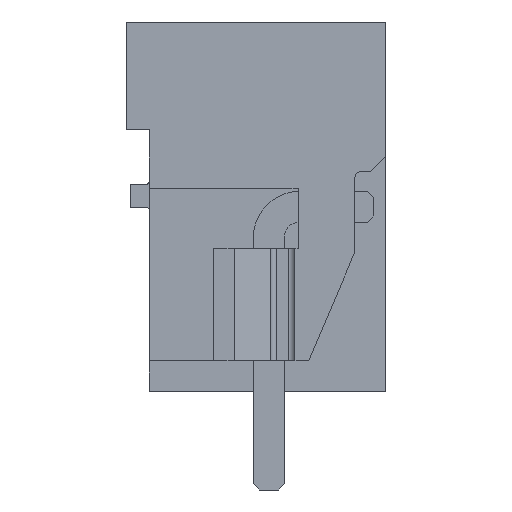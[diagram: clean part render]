
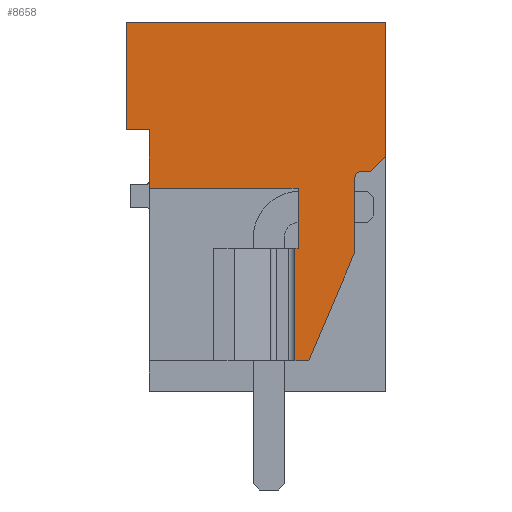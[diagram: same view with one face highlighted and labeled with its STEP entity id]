
A CAD part, left-side view. The second image highlights one B-rep face of the part: STEP entity #8658.
In plain terms, the highlighted planar face has unit normal (-1, 0, 0).
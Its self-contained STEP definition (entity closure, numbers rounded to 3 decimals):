
#8571=AXIS2_PLACEMENT_3D('Plane Axis2P3D',#8568,#8569,#8570) ;
#8624=AXIS2_PLACEMENT_3D('Circle Axis2P3D',#8622,#8623,$) ;
#63=CARTESIAN_POINT('Vertex',(0.,0.,15.2)) ;
#66=CARTESIAN_POINT('Line Origine',(0.,0.,13.023)) ;
#70=CARTESIAN_POINT('Vertex',(0.,0.,10.846)) ;
#147=CARTESIAN_POINT('Vertex',(0.,8.43,15.2)) ;
#150=CARTESIAN_POINT('Line Origine',(0.,4.215,15.2)) ;
#1535=CARTESIAN_POINT('Vertex',(0.,8.43,11.7)) ;
#1538=CARTESIAN_POINT('Line Origine',(0.,8.43,13.45)) ;
#2146=CARTESIAN_POINT('Vertex',(0.,7.68,9.8)) ;
#2149=CARTESIAN_POINT('Line Origine',(0.,7.68,10.75)) ;
#2153=CARTESIAN_POINT('Vertex',(0.,7.68,11.7)) ;
#8516=CARTESIAN_POINT('Line Origine',(0.,8.055,11.7)) ;
#8568=CARTESIAN_POINT('Axis2P3D Location',(0.,0.,0.)) ;
#8573=CARTESIAN_POINT('Line Origine',(0.,5.265,9.8)) ;
#8577=CARTESIAN_POINT('Vertex',(0.,2.85,9.8)) ;
#8580=CARTESIAN_POINT('Line Origine',(0.,2.85,8.825)) ;
#8584=CARTESIAN_POINT('Vertex',(0.,2.85,7.85)) ;
#8587=CARTESIAN_POINT('Line Origine',(0.,2.9,7.85)) ;
#8591=CARTESIAN_POINT('Vertex',(0.,2.95,7.85)) ;
#8594=CARTESIAN_POINT('Line Origine',(0.,2.95,6.025)) ;
#8598=CARTESIAN_POINT('Vertex',(0.,2.95,4.2)) ;
#8601=CARTESIAN_POINT('Line Origine',(0.,2.725,4.2)) ;
#8605=CARTESIAN_POINT('Vertex',(0.,2.5,4.2)) ;
#8608=CARTESIAN_POINT('Line Origine',(0.,1.75,5.968)) ;
#8612=CARTESIAN_POINT('Vertex',(0.,1.,7.736)) ;
#8615=CARTESIAN_POINT('Line Origine',(0.,1.,8.941)) ;
#8619=CARTESIAN_POINT('Vertex',(0.,1.,10.146)) ;
#8622=CARTESIAN_POINT('Axis2P3D Location',(0.,0.8,10.146)) ;
#8626=CARTESIAN_POINT('Vertex',(0.,0.8,10.346)) ;
#8629=CARTESIAN_POINT('Line Origine',(0.,0.65,10.346)) ;
#8633=CARTESIAN_POINT('Vertex',(0.,0.5,10.346)) ;
#8636=CARTESIAN_POINT('Line Origine',(0.,0.25,10.596)) ;
#67=DIRECTION('Vector Direction',(0.,0.,-1.)) ;
#151=DIRECTION('Vector Direction',(0.,-1.,0.)) ;
#1539=DIRECTION('Vector Direction',(0.,0.,-1.)) ;
#2150=DIRECTION('Vector Direction',(0.,0.,-1.)) ;
#8517=DIRECTION('Vector Direction',(0.,-1.,0.)) ;
#8569=DIRECTION('Axis2P3D Direction',(-1.,0.,0.)) ;
#8570=DIRECTION('Axis2P3D XDirection',(0.,0.,1.)) ;
#8574=DIRECTION('Vector Direction',(0.,1.,0.)) ;
#8581=DIRECTION('Vector Direction',(0.,0.,-1.)) ;
#8588=DIRECTION('Vector Direction',(0.,-1.,0.)) ;
#8595=DIRECTION('Vector Direction',(0.,0.,1.)) ;
#8602=DIRECTION('Vector Direction',(0.,-1.,0.)) ;
#8609=DIRECTION('Vector Direction',(0.,-0.391,0.921)) ;
#8616=DIRECTION('Vector Direction',(0.,0.,1.)) ;
#8623=DIRECTION('Axis2P3D Direction',(-1.,0.,0.)) ;
#8630=DIRECTION('Vector Direction',(0.,-1.,0.)) ;
#8637=DIRECTION('Vector Direction',(0.,-0.707,0.707)) ;
#68=VECTOR('Line Direction',#67,1.) ;
#152=VECTOR('Line Direction',#151,1.) ;
#1540=VECTOR('Line Direction',#1539,1.) ;
#2151=VECTOR('Line Direction',#2150,1.) ;
#8518=VECTOR('Line Direction',#8517,1.) ;
#8575=VECTOR('Line Direction',#8574,1.) ;
#8582=VECTOR('Line Direction',#8581,1.) ;
#8589=VECTOR('Line Direction',#8588,1.) ;
#8596=VECTOR('Line Direction',#8595,1.) ;
#8603=VECTOR('Line Direction',#8602,1.) ;
#8610=VECTOR('Line Direction',#8609,1.) ;
#8617=VECTOR('Line Direction',#8616,1.) ;
#8631=VECTOR('Line Direction',#8630,1.) ;
#8638=VECTOR('Line Direction',#8637,1.) ;
#8642=ORIENTED_EDGE('',*,*,#72,.T.) ;
#8643=ORIENTED_EDGE('',*,*,#154,.T.) ;
#8644=ORIENTED_EDGE('',*,*,#1542,.T.) ;
#8645=ORIENTED_EDGE('',*,*,#8520,.T.) ;
#8646=ORIENTED_EDGE('',*,*,#2155,.T.) ;
#8647=ORIENTED_EDGE('',*,*,#8579,.F.) ;
#8648=ORIENTED_EDGE('',*,*,#8586,.F.) ;
#8649=ORIENTED_EDGE('',*,*,#8593,.F.) ;
#8650=ORIENTED_EDGE('',*,*,#8600,.F.) ;
#8651=ORIENTED_EDGE('',*,*,#8607,.F.) ;
#8652=ORIENTED_EDGE('',*,*,#8614,.F.) ;
#8653=ORIENTED_EDGE('',*,*,#8621,.F.) ;
#8654=ORIENTED_EDGE('',*,*,#8628,.F.) ;
#8655=ORIENTED_EDGE('',*,*,#8635,.F.) ;
#8656=ORIENTED_EDGE('',*,*,#8640,.F.) ;
#8658=ADVANCED_FACE('HOUSING',(#8657),#8572,.T.) ;
#8625=CIRCLE('generated circle',#8624,0.2) ;
#72=EDGE_CURVE('',#71,#64,#69,.F.) ;
#154=EDGE_CURVE('',#64,#148,#153,.F.) ;
#1542=EDGE_CURVE('',#148,#1536,#1541,.T.) ;
#2155=EDGE_CURVE('',#2154,#2147,#2152,.T.) ;
#8520=EDGE_CURVE('',#1536,#2154,#8519,.T.) ;
#8579=EDGE_CURVE('',#8578,#2147,#8576,.T.) ;
#8586=EDGE_CURVE('',#8585,#8578,#8583,.F.) ;
#8593=EDGE_CURVE('',#8592,#8585,#8590,.T.) ;
#8600=EDGE_CURVE('',#8599,#8592,#8597,.T.) ;
#8607=EDGE_CURVE('',#8606,#8599,#8604,.F.) ;
#8614=EDGE_CURVE('',#8613,#8606,#8611,.F.) ;
#8621=EDGE_CURVE('',#8620,#8613,#8618,.F.) ;
#8628=EDGE_CURVE('',#8627,#8620,#8625,.T.) ;
#8635=EDGE_CURVE('',#8634,#8627,#8632,.F.) ;
#8640=EDGE_CURVE('',#71,#8634,#8639,.F.) ;
#8641=EDGE_LOOP('',(#8642,#8643,#8644,#8645,#8646,#8647,#8648,#8649,#8650,#8651,#8652,#8653,#8654,#8655,#8656)) ;
#8657=FACE_OUTER_BOUND('',#8641,.T.) ;
#69=LINE('Line',#66,#68) ;
#153=LINE('Line',#150,#152) ;
#1541=LINE('Line',#1538,#1540) ;
#2152=LINE('Line',#2149,#2151) ;
#8519=LINE('Line',#8516,#8518) ;
#8576=LINE('Line',#8573,#8575) ;
#8583=LINE('Line',#8580,#8582) ;
#8590=LINE('Line',#8587,#8589) ;
#8597=LINE('Line',#8594,#8596) ;
#8604=LINE('Line',#8601,#8603) ;
#8611=LINE('Line',#8608,#8610) ;
#8618=LINE('Line',#8615,#8617) ;
#8632=LINE('Line',#8629,#8631) ;
#8639=LINE('Line',#8636,#8638) ;
#8572=PLANE('',#8571) ;
#64=VERTEX_POINT('',#63) ;
#71=VERTEX_POINT('',#70) ;
#148=VERTEX_POINT('',#147) ;
#1536=VERTEX_POINT('',#1535) ;
#2147=VERTEX_POINT('',#2146) ;
#2154=VERTEX_POINT('',#2153) ;
#8578=VERTEX_POINT('',#8577) ;
#8585=VERTEX_POINT('',#8584) ;
#8592=VERTEX_POINT('',#8591) ;
#8599=VERTEX_POINT('',#8598) ;
#8606=VERTEX_POINT('',#8605) ;
#8613=VERTEX_POINT('',#8612) ;
#8620=VERTEX_POINT('',#8619) ;
#8627=VERTEX_POINT('',#8626) ;
#8634=VERTEX_POINT('',#8633) ;
